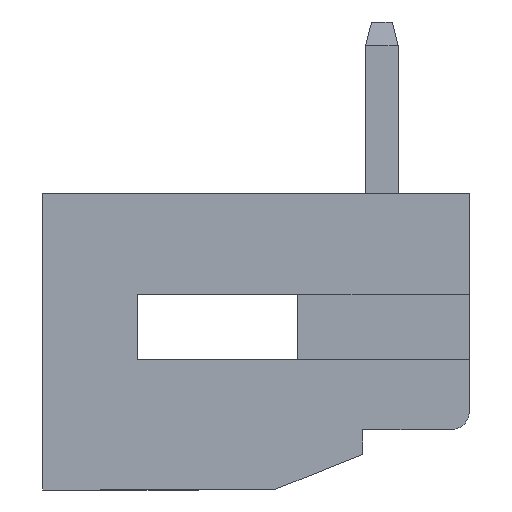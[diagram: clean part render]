
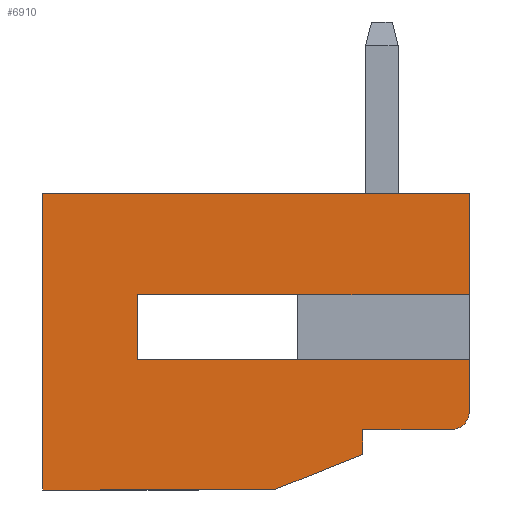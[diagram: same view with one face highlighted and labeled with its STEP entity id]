
A CAD part, left-side view. The second image highlights one B-rep face of the part: STEP entity #6910.
In plain terms, the highlighted planar face has unit normal (-1, 0, 0).
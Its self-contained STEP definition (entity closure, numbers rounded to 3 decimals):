
#60=CARTESIAN_POINT('',(-12.653,0.,-0.141));
#70=DIRECTION('',(0.,0.928,-0.371));
#80=VECTOR('',#70,1.);
#90=LINE('',#60,#80);
#100=CARTESIAN_POINT('',(-12.653,0.397,-0.3
));
#110=VERTEX_POINT('',#100);
#120=CARTESIAN_POINT('',(-12.653,1.897,-0.9));
#130=VERTEX_POINT('',#120);
#140=EDGE_CURVE('',#110,#130,#90,.T.);
#2400=CARTESIAN_POINT('',(-12.653,3.697,0.));
#2410=DIRECTION('',(0.,0.,-1.));
#2420=VECTOR('',#2410,1.);
#2430=LINE('',#2400,#2420);
#2440=CARTESIAN_POINT('',(-12.653,3.697,-3.6));
#2450=VERTEX_POINT('',#2440);
#2460=CARTESIAN_POINT('',(-12.653,3.697,-5.3));
#2470=VERTEX_POINT('',#2460);
#2480=EDGE_CURVE('',#2450,#2470,#2430,.T.);
#2700=CARTESIAN_POINT('',(-12.653,3.697,-1.62));
#2710=VERTEX_POINT('',#2700);
#2740=CARTESIAN_POINT('',(-12.653,3.697,-2.5));
#2750=VERTEX_POINT('',#2740);
#2760=EDGE_CURVE('',#2710,#2750,#2430,.T.);
#5110=CARTESIAN_POINT('',(-12.653,-1.903,-3.6));
#5120=VERTEX_POINT('',#5110);
#5150=CARTESIAN_POINT('',(-12.653,0.,-3.6));
#5160=DIRECTION('',(0.,-1.,0.));
#5170=VECTOR('',#5160,1.);
#5180=LINE('',#5150,#5170);
#5190=EDGE_CURVE('',#2450,#5120,#5180,.T.);
#5740=CARTESIAN_POINT('',(-12.653,-1.903,-2.5));
#5750=VERTEX_POINT('',#5740);
#5780=CARTESIAN_POINT('',(-12.653,-1.903,0.));
#5790=DIRECTION('',(0.,0.,1.));
#5800=VECTOR('',#5790,1.);
#5810=LINE('',#5780,#5800);
#5820=EDGE_CURVE('',#5120,#5750,#5810,.T.);
#6280=CARTESIAN_POINT('',(-12.653,3.697,0.2));
#6290=DIRECTION('',(-1.,0.,0.));
#6300=DIRECTION('',(0.,-1.,0.));
#6310=AXIS2_PLACEMENT_3D('',#6280,#6290,#6300);
#6320=PLANE('',#6310);
#6330=CARTESIAN_POINT('',(-12.653,0.,-5.3));
#6340=DIRECTION('',(0.,1.,0.));
#6350=VECTOR('',#6340,1.);
#6360=LINE('',#6330,#6350);
#6370=CARTESIAN_POINT('',(-12.653,-3.503,-5.3));
#6380=VERTEX_POINT('',#6370);
#6390=EDGE_CURVE('',#6380,#2470,#6360,.T.);
#6400=ORIENTED_EDGE('',*,*,#6390,.F.);
#6410=ORIENTED_EDGE('',*,*,#2480,.T.);
#6420=ORIENTED_EDGE('',*,*,#5190,.F.);
#6430=ORIENTED_EDGE('',*,*,#5820,.F.);
#6440=CARTESIAN_POINT('',(-12.653,0.,-2.5));
#6450=DIRECTION('',(0.,-1.,0.));
#6460=VECTOR('',#6450,1.);
#6470=LINE('',#6440,#6460);
#6480=EDGE_CURVE('',#2750,#5750,#6470,.T.);
#6490=ORIENTED_EDGE('',*,*,#6480,.T.);
#6500=ORIENTED_EDGE('',*,*,#2760,.T.);
#6510=CARTESIAN_POINT('',(-12.653,3.397,-1.62));
#6520=DIRECTION('',(-1.,0.,0.));
#6530=DIRECTION('',(0.,-1.,0.));
#6540=AXIS2_PLACEMENT_3D('',#6510,#6520,#6530);
#6550=CIRCLE('',#6540,0.3);
#6560=CARTESIAN_POINT('',(-12.653,3.397,-1.32));
#6570=VERTEX_POINT('',#6560);
#6580=EDGE_CURVE('',#6570,#2710,#6550,.T.);
#6590=ORIENTED_EDGE('',*,*,#6580,.T.);
#6600=CARTESIAN_POINT('',(-12.653,0.,-1.32));
#6610=DIRECTION('',(0.,-1.,0.));
#6620=VECTOR('',#6610,1.);
#6630=LINE('',#6600,#6620);
#6640=CARTESIAN_POINT('',(-12.653,1.897,-1.32));
#6650=VERTEX_POINT('',#6640);
#6660=EDGE_CURVE('',#6570,#6650,#6630,.T.);
#6670=ORIENTED_EDGE('',*,*,#6660,.F.);
#6680=CARTESIAN_POINT('',(-12.653,1.897,0.));
#6690=DIRECTION('',(0.,0.,-1.));
#6700=VECTOR('',#6690,1.);
#6710=LINE('',#6680,#6700);
#6720=EDGE_CURVE('',#130,#6650,#6710,.T.);
#6730=ORIENTED_EDGE('',*,*,#6720,.T.);
#6740=ORIENTED_EDGE('',*,*,#140,.T.);
#6750=CARTESIAN_POINT('',(-12.653,0.,-0.3));
#6760=DIRECTION('',(0.,1.,0.));
#6770=VECTOR('',#6760,1.);
#6780=LINE('',#6750,#6770);
#6790=CARTESIAN_POINT('',(-12.653,-3.503,-0.3));
#6800=VERTEX_POINT('',#6790);
#6810=EDGE_CURVE('',#6800,#110,#6780,.T.);
#6820=ORIENTED_EDGE('',*,*,#6810,.T.);
#6830=CARTESIAN_POINT('',(-12.653,-3.503,0.));
#6840=DIRECTION('',(0.,0.,1.));
#6850=VECTOR('',#6840,1.);
#6860=LINE('',#6830,#6850);
#6870=EDGE_CURVE('',#6380,#6800,#6860,.T.);
#6880=ORIENTED_EDGE('',*,*,#6870,.T.);
#6890=EDGE_LOOP('',(#6880,#6820,#6740,#6730,#6670,#6590,#6500,#6490,
#6430,#6420,#6410,#6400));
#6900=FACE_OUTER_BOUND('',#6890,.T.);
#6910=ADVANCED_FACE('',(#6900),#6320,.T.);
